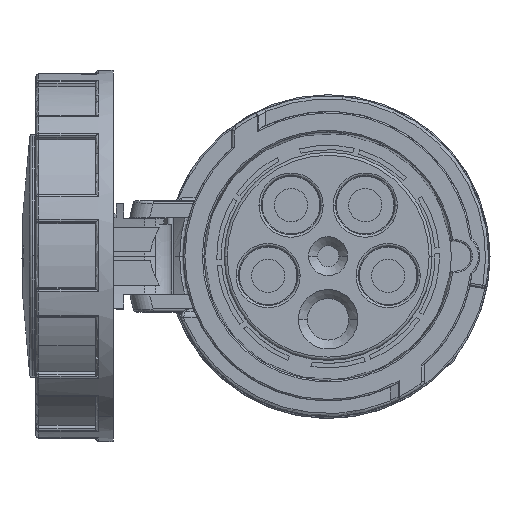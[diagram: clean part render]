
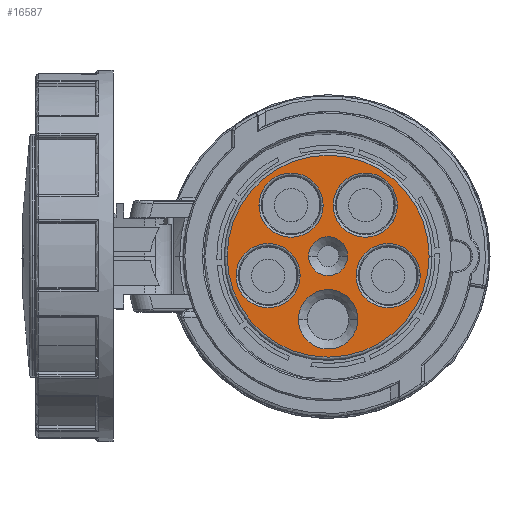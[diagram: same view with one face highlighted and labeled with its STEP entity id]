
A CAD part, top view. The second image highlights one B-rep face of the part: STEP entity #16587.
In plain terms, the highlighted planar face has unit normal (0, 0, 1).
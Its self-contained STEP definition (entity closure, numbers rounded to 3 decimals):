
#215 = CARTESIAN_POINT ( 'NONE',  ( -20.21, -6.567, 35.75 ) ) ;
#471 = DIRECTION ( 'NONE',  ( 0., 0., -1. ) ) ;
#520 = VERTEX_POINT ( 'NONE', #28865 ) ;
#1907 = DIRECTION ( 'NONE',  ( 0., 0., 1. ) ) ;
#1946 = FACE_BOUND ( 'NONE', #46143, .T. ) ;
#2081 = CARTESIAN_POINT ( 'NONE',  ( 9.41, -6.567, 35.75 ) ) ;
#2124 = VERTEX_POINT ( 'NONE', #23611 ) ;
#2422 = ORIENTED_EDGE ( 'NONE', *, *, #13491, .F. ) ;
#2681 = CARTESIAN_POINT ( 'NONE',  ( 12.49, 17.192, 35.75 ) ) ;
#3536 = DIRECTION ( 'NONE',  ( -0.309, 0.951, 0. ) ) ;
#3663 = CARTESIAN_POINT ( 'NONE',  ( 0., 0., 35.75 ) ) ;
#3691 = ORIENTED_EDGE ( 'NONE', *, *, #46076, .F. ) ;
#3875 = EDGE_CURVE ( 'NONE', #13167, #48006, #48169, .T. ) ;
#4080 = DIRECTION ( 'NONE',  ( -0.309, 0.951, 0. ) ) ;
#4739 = VERTEX_POINT ( 'NONE', #21331 ) ;
#6933 = AXIS2_PLACEMENT_3D ( 'NONE', #17256, #10075, #32653 ) ;
#7831 = CIRCLE ( 'NONE', #41892, 10.8 ) ;
#8374 = AXIS2_PLACEMENT_3D ( 'NONE', #29146, #1907, #44330 ) ;
#9520 = ORIENTED_EDGE ( 'NONE', *, *, #19485, .F. ) ;
#9660 = VERTEX_POINT ( 'NONE', #19252 ) ;
#9809 = DIRECTION ( 'NONE',  ( 0., 0., 1. ) ) ;
#9874 = EDGE_CURVE ( 'NONE', #2124, #22620, #32965, .T. ) ;
#9930 = DIRECTION ( 'NONE',  ( -1., 0., 0. ) ) ;
#10043 = CARTESIAN_POINT ( 'NONE',  ( -23.29, 17.192, 35.75 ) ) ;
#10075 = DIRECTION ( 'NONE',  ( 0., 0., -1. ) ) ;
#10296 = CARTESIAN_POINT ( 'NONE',  ( 34., 0., 35.75 ) ) ;
#10977 = CIRCLE ( 'NONE', #19655, 10.8 ) ;
#11163 = VERTEX_POINT ( 'NONE', #48898 ) ;
#11209 = EDGE_LOOP ( 'NONE', ( #39384, #45069 ) ) ;
#11279 = DIRECTION ( 'NONE',  ( 0., 0., 1. ) ) ;
#11330 = DIRECTION ( 'NONE',  ( 0., 0., 1. ) ) ;
#11440 = EDGE_CURVE ( 'NONE', #22620, #2124, #13025, .T. ) ;
#12133 = CIRCLE ( 'NONE', #29567, 6.55 ) ;
#12302 = CARTESIAN_POINT ( 'NONE',  ( 20.21, -6.567, 35.75 ) ) ;
#13025 = CIRCLE ( 'NONE', #35252, 10. ) ;
#13167 = VERTEX_POINT ( 'NONE', #10296 ) ;
#13491 = EDGE_CURVE ( 'NONE', #9660, #11163, #41310, .T. ) ;
#13575 = CARTESIAN_POINT ( 'NONE',  ( 0., 0., 35.75 ) ) ;
#13615 = CARTESIAN_POINT ( 'NONE',  ( 12.49, 17.192, 35.75 ) ) ;
#13873 = ORIENTED_EDGE ( 'NONE', *, *, #39964, .F. ) ;
#14230 = DIRECTION ( 'NONE',  ( 1., 0., 0. ) ) ;
#14256 = AXIS2_PLACEMENT_3D ( 'NONE', #26881, #11279, #4080 ) ;
#15328 = DIRECTION ( 'NONE',  ( -1., 0., 0. ) ) ;
#15339 = CIRCLE ( 'NONE', #47124, 10.8 ) ;
#16140 = CARTESIAN_POINT ( 'NONE',  ( 6.55, 0., 35.75 ) ) ;
#16273 = EDGE_CURVE ( 'NONE', #44401, #4739, #46006, .T. ) ;
#16587 = ADVANCED_FACE ( 'NONE', ( #32445, #29191, #32934, #40630, #1946, #28456, #32688 ), #32199, .T. ) ;
#16601 = CARTESIAN_POINT ( 'NONE',  ( -10., -21.25, 35.75 ) ) ;
#16972 = ORIENTED_EDGE ( 'NONE', *, *, #20448, .F. ) ;
#16998 = AXIS2_PLACEMENT_3D ( 'NONE', #22008, #40422, #36707 ) ;
#17256 = CARTESIAN_POINT ( 'NONE',  ( 0., 0., 35.75 ) ) ;
#17338 = AXIS2_PLACEMENT_3D ( 'NONE', #31520, #47206, #9930 ) ;
#17728 = VERTEX_POINT ( 'NONE', #36737 ) ;
#17779 = DIRECTION ( 'NONE',  ( 0.809, 0.588, 0. ) ) ;
#18026 = CIRCLE ( 'NONE', #30712, 34. ) ;
#19015 = DIRECTION ( 'NONE',  ( -1., 0., 0. ) ) ;
#19070 = EDGE_CURVE ( 'NONE', #48006, #13167, #18026, .T. ) ;
#19173 = EDGE_LOOP ( 'NONE', ( #23150, #28627 ) ) ;
#19252 = CARTESIAN_POINT ( 'NONE',  ( 1.69, 17.192, 35.75 ) ) ;
#19485 = EDGE_CURVE ( 'NONE', #33658, #26370, #10977, .T. ) ;
#19655 = AXIS2_PLACEMENT_3D ( 'NONE', #12302, #42595, #49118 ) ;
#20448 = EDGE_CURVE ( 'NONE', #39083, #520, #7831, .T. ) ;
#20521 = VERTEX_POINT ( 'NONE', #16140 ) ;
#20850 = CARTESIAN_POINT ( 'NONE',  ( -34., 0., 35.75 ) ) ;
#21331 = CARTESIAN_POINT ( 'NONE',  ( -31.01, -6.567, 35.75 ) ) ;
#21657 = CARTESIAN_POINT ( 'NONE',  ( 0., -21.25, 35.75 ) ) ;
#21905 = ORIENTED_EDGE ( 'NONE', *, *, #30737, .F. ) ;
#22008 = CARTESIAN_POINT ( 'NONE',  ( 20.21, -6.567, 35.75 ) ) ;
#22213 = CARTESIAN_POINT ( 'NONE',  ( -20.21, -6.567, 35.75 ) ) ;
#22516 = EDGE_CURVE ( 'NONE', #11163, #9660, #36200, .T. ) ;
#22620 = VERTEX_POINT ( 'NONE', #16601 ) ;
#23150 = ORIENTED_EDGE ( 'NONE', *, *, #28715, .F. ) ;
#23611 = CARTESIAN_POINT ( 'NONE',  ( 10., -21.25, 35.75 ) ) ;
#23775 = ORIENTED_EDGE ( 'NONE', *, *, #16273, .F. ) ;
#24246 = AXIS2_PLACEMENT_3D ( 'NONE', #13615, #43679, #35979 ) ;
#24288 = EDGE_LOOP ( 'NONE', ( #2422, #31643 ) ) ;
#24559 = AXIS2_PLACEMENT_3D ( 'NONE', #215, #45166, #15328 ) ;
#25482 = AXIS2_PLACEMENT_3D ( 'NONE', #13575, #48114, #44366 ) ;
#25958 = DIRECTION ( 'NONE',  ( 0., 0., 1. ) ) ;
#26370 = VERTEX_POINT ( 'NONE', #47540 ) ;
#26761 = EDGE_LOOP ( 'NONE', ( #13873, #23775 ) ) ;
#26881 = CARTESIAN_POINT ( 'NONE',  ( -12.49, 17.192, 35.75 ) ) ;
#27845 = ORIENTED_EDGE ( 'NONE', *, *, #3875, .F. ) ;
#28084 = CIRCLE ( 'NONE', #16998, 10.8 ) ;
#28456 = FACE_BOUND ( 'NONE', #26761, .T. ) ;
#28627 = ORIENTED_EDGE ( 'NONE', *, *, #45222, .F. ) ;
#28715 = EDGE_CURVE ( 'NONE', #17728, #20521, #12133, .T. ) ;
#28865 = CARTESIAN_POINT ( 'NONE',  ( -1.69, 17.192, 35.75 ) ) ;
#29146 = CARTESIAN_POINT ( 'NONE',  ( 0., -21.25, 35.75 ) ) ;
#29191 = FACE_BOUND ( 'NONE', #24288, .T. ) ;
#29567 = AXIS2_PLACEMENT_3D ( 'NONE', #3663, #38144, #19015 ) ;
#30712 = AXIS2_PLACEMENT_3D ( 'NONE', #34474, #471, #38679 ) ;
#30737 = EDGE_CURVE ( 'NONE', #26370, #33658, #28084, .T. ) ;
#31520 = CARTESIAN_POINT ( 'NONE',  ( 0., 0., 35.75 ) ) ;
#31643 = ORIENTED_EDGE ( 'NONE', *, *, #22516, .F. ) ;
#32199 = PLANE ( 'NONE',  #25482 ) ;
#32445 = FACE_OUTER_BOUND ( 'NONE', #44193, .T. ) ;
#32653 = DIRECTION ( 'NONE',  ( 1., 0., 0. ) ) ;
#32688 = FACE_BOUND ( 'NONE', #47827, .T. ) ;
#32934 = FACE_BOUND ( 'NONE', #19173, .T. ) ;
#32965 = CIRCLE ( 'NONE', #8374, 10. ) ;
#33658 = VERTEX_POINT ( 'NONE', #2081 ) ;
#34400 = DIRECTION ( 'NONE',  ( -1., 0., 0. ) ) ;
#34474 = CARTESIAN_POINT ( 'NONE',  ( 0., 0., 35.75 ) ) ;
#34849 = CIRCLE ( 'NONE', #14256, 10.8 ) ;
#35252 = AXIS2_PLACEMENT_3D ( 'NONE', #21657, #9809, #14230 ) ;
#35979 = DIRECTION ( 'NONE',  ( 0.809, 0.588, 0. ) ) ;
#36200 = CIRCLE ( 'NONE', #24246, 10.8 ) ;
#36707 = DIRECTION ( 'NONE',  ( -1., 0., 0. ) ) ;
#36737 = CARTESIAN_POINT ( 'NONE',  ( -6.55, 0., 35.75 ) ) ;
#37535 = DIRECTION ( 'NONE',  ( 0., 0., 1. ) ) ;
#38144 = DIRECTION ( 'NONE',  ( 0., 0., 1. ) ) ;
#38679 = DIRECTION ( 'NONE',  ( 1., 0., 0. ) ) ;
#38752 = CIRCLE ( 'NONE', #17338, 6.55 ) ;
#38902 = CARTESIAN_POINT ( 'NONE',  ( -9.41, -6.567, 35.75 ) ) ;
#38928 = AXIS2_PLACEMENT_3D ( 'NONE', #2681, #25958, #17779 ) ;
#39083 = VERTEX_POINT ( 'NONE', #10043 ) ;
#39384 = ORIENTED_EDGE ( 'NONE', *, *, #9874, .F. ) ;
#39964 = EDGE_CURVE ( 'NONE', #4739, #44401, #15339, .T. ) ;
#40422 = DIRECTION ( 'NONE',  ( 0., 0., 1. ) ) ;
#40533 = ORIENTED_EDGE ( 'NONE', *, *, #19070, .F. ) ;
#40630 = FACE_BOUND ( 'NONE', #11209, .T. ) ;
#41254 = CARTESIAN_POINT ( 'NONE',  ( -12.49, 17.192, 35.75 ) ) ;
#41310 = CIRCLE ( 'NONE', #38928, 10.8 ) ;
#41892 = AXIS2_PLACEMENT_3D ( 'NONE', #41254, #37535, #3536 ) ;
#42595 = DIRECTION ( 'NONE',  ( 0., 0., 1. ) ) ;
#43679 = DIRECTION ( 'NONE',  ( 0., 0., 1. ) ) ;
#44193 = EDGE_LOOP ( 'NONE', ( #27845, #40533 ) ) ;
#44330 = DIRECTION ( 'NONE',  ( 1., 0., 0. ) ) ;
#44366 = DIRECTION ( 'NONE',  ( 0., -1., 0. ) ) ;
#44401 = VERTEX_POINT ( 'NONE', #38902 ) ;
#45069 = ORIENTED_EDGE ( 'NONE', *, *, #11440, .F. ) ;
#45166 = DIRECTION ( 'NONE',  ( 0., 0., 1. ) ) ;
#45222 = EDGE_CURVE ( 'NONE', #20521, #17728, #38752, .T. ) ;
#46006 = CIRCLE ( 'NONE', #24559, 10.8 ) ;
#46076 = EDGE_CURVE ( 'NONE', #520, #39083, #34849, .T. ) ;
#46143 = EDGE_LOOP ( 'NONE', ( #9520, #21905 ) ) ;
#47124 = AXIS2_PLACEMENT_3D ( 'NONE', #22213, #11330, #34400 ) ;
#47206 = DIRECTION ( 'NONE',  ( 0., 0., 1. ) ) ;
#47540 = CARTESIAN_POINT ( 'NONE',  ( 31.01, -6.567, 35.75 ) ) ;
#47827 = EDGE_LOOP ( 'NONE', ( #16972, #3691 ) ) ;
#48006 = VERTEX_POINT ( 'NONE', #20850 ) ;
#48114 = DIRECTION ( 'NONE',  ( 0., 0., 1. ) ) ;
#48169 = CIRCLE ( 'NONE', #6933, 34. ) ;
#48898 = CARTESIAN_POINT ( 'NONE',  ( 23.29, 17.192, 35.75 ) ) ;
#49118 = DIRECTION ( 'NONE',  ( -1., 0., 0. ) ) ;
